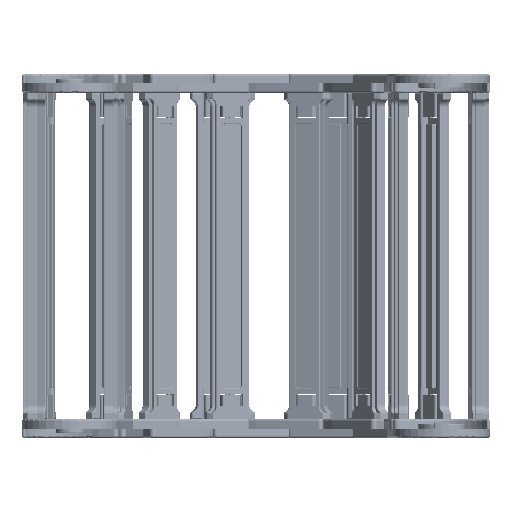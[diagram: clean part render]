
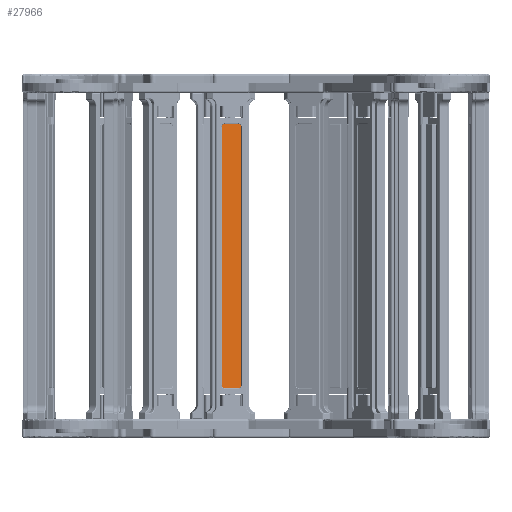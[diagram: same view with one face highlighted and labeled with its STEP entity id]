
A CAD part, left-side view. The second image highlights one B-rep face of the part: STEP entity #27966.
In plain terms, the highlighted face is planar.
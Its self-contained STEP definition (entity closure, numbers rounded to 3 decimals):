
#2482 = CIRCLE ( 'NONE', #17314, 1.938 ) ;
#2601 = CARTESIAN_POINT ( 'NONE',  ( -37.476, 70.705, -13.755 ) ) ;
#2667 = DIRECTION ( 'NONE',  ( 0., 0., 1. ) ) ;
#3426 = VECTOR ( 'NONE', #46381, 1000. ) ;
#4684 = EDGE_CURVE ( 'NONE', #25492, #26369, #39949, .T. ) ;
#6251 = CARTESIAN_POINT ( 'NONE',  ( -39.414, 70.705, -13.755 ) ) ;
#7506 = CARTESIAN_POINT ( 'NONE',  ( -37.476, 70.705, 125.023 ) ) ;
#7537 = EDGE_CURVE ( 'NONE', #37661, #38245, #41485, .T. ) ;
#8464 = CARTESIAN_POINT ( 'NONE',  ( -28.602, 70.705, 120.123 ) ) ;
#8513 = VERTEX_POINT ( 'NONE', #25803 ) ;
#8774 = DIRECTION ( 'NONE',  ( 0., 0., 1. ) ) ;
#8848 = VERTEX_POINT ( 'NONE', #25360 ) ;
#10643 = LINE ( 'NONE', #40874, #35391 ) ;
#11112 = ORIENTED_EDGE ( 'NONE', *, *, #7537, .F. ) ;
#11220 = DIRECTION ( 'NONE',  ( 0., 0., 1. ) ) ;
#11924 = EDGE_CURVE ( 'NONE', #26369, #37661, #10643, .T. ) ;
#12256 = ORIENTED_EDGE ( 'NONE', *, *, #39208, .T. ) ;
#12456 = FACE_OUTER_BOUND ( 'NONE', #31007, .T. ) ;
#12998 = DIRECTION ( 'NONE',  ( 0., 0., 1. ) ) ;
#14138 = DIRECTION ( 'NONE',  ( 0., -1., 0. ) ) ;
#14267 = LINE ( 'NONE', #8464, #41870 ) ;
#14352 = CARTESIAN_POINT ( 'NONE',  ( -28.602, 70.705, 125.023 ) ) ;
#14981 = DIRECTION ( 'NONE',  ( 0., 0., -1. ) ) ;
#15513 = VERTEX_POINT ( 'NONE', #35922 ) ;
#15973 = LINE ( 'NONE', #29629, #32102 ) ;
#17314 = AXIS2_PLACEMENT_3D ( 'NONE', #7506, #33237, #11220 ) ;
#18405 = EDGE_CURVE ( 'NONE', #25492, #46826, #14267, .T. ) ;
#18744 = ORIENTED_EDGE ( 'NONE', *, *, #35967, .T. ) ;
#20755 = AXIS2_PLACEMENT_3D ( 'NONE', #28617, #14138, #2667 ) ;
#20994 = DIRECTION ( 'NONE',  ( 0., 0., -1. ) ) ;
#22240 = CARTESIAN_POINT ( 'NONE',  ( -28.602, 70.705, -13.755 ) ) ;
#22821 = ORIENTED_EDGE ( 'NONE', *, *, #11924, .F. ) ;
#23973 = EDGE_CURVE ( 'NONE', #8513, #15513, #28834, .T. ) ;
#25360 = CARTESIAN_POINT ( 'NONE',  ( -39.414, 70.705, 125.023 ) ) ;
#25492 = VERTEX_POINT ( 'NONE', #22240 ) ;
#25803 = CARTESIAN_POINT ( 'NONE',  ( -30.54, 70.705, 126.961 ) ) ;
#26059 = DIRECTION ( 'NONE',  ( 0., 1., 0. ) ) ;
#26369 = VERTEX_POINT ( 'NONE', #44297 ) ;
#27640 = PLANE ( 'NONE',  #33147 ) ;
#27966 = ADVANCED_FACE ( 'NONE', ( #12456 ), #27640, .T. ) ;
#28128 = DIRECTION ( 'NONE',  ( 0., -1., 0. ) ) ;
#28617 = CARTESIAN_POINT ( 'NONE',  ( -30.54, 70.705, 125.023 ) ) ;
#28707 = DIRECTION ( 'NONE',  ( 0., 1., 0. ) ) ;
#28834 = LINE ( 'NONE', #35580, #3426 ) ;
#29629 = CARTESIAN_POINT ( 'NONE',  ( -39.414, 70.705, 120.123 ) ) ;
#31007 = EDGE_LOOP ( 'NONE', ( #12256, #11112, #22821, #34375, #45978, #18744, #40002, #42802 ) ) ;
#31681 = CIRCLE ( 'NONE', #20755, 1.938 ) ;
#32102 = VECTOR ( 'NONE', #14981, 1000. ) ;
#33147 = AXIS2_PLACEMENT_3D ( 'NONE', #38907, #28128, #12998 ) ;
#33158 = DIRECTION ( 'NONE',  ( -1., 0., 0. ) ) ;
#33237 = DIRECTION ( 'NONE',  ( 0., -1., 0. ) ) ;
#34375 = ORIENTED_EDGE ( 'NONE', *, *, #4684, .F. ) ;
#35391 = VECTOR ( 'NONE', #33158, 1000. ) ;
#35580 = CARTESIAN_POINT ( 'NONE',  ( -30.54, 70.705, 126.961 ) ) ;
#35922 = CARTESIAN_POINT ( 'NONE',  ( -37.476, 70.705, 126.961 ) ) ;
#35967 = EDGE_CURVE ( 'NONE', #46826, #8513, #31681, .T. ) ;
#37661 = VERTEX_POINT ( 'NONE', #42289 ) ;
#38245 = VERTEX_POINT ( 'NONE', #6251 ) ;
#38907 = CARTESIAN_POINT ( 'NONE',  ( -30.54, 70.705, 120.123 ) ) ;
#39208 = EDGE_CURVE ( 'NONE', #8848, #38245, #15973, .T. ) ;
#39949 = CIRCLE ( 'NONE', #40579, 1.938 ) ;
#40002 = ORIENTED_EDGE ( 'NONE', *, *, #23973, .T. ) ;
#40579 = AXIS2_PLACEMENT_3D ( 'NONE', #41026, #26059, #40859 ) ;
#40859 = DIRECTION ( 'NONE',  ( 0., 0., -1. ) ) ;
#40874 = CARTESIAN_POINT ( 'NONE',  ( -30.54, 70.705, -15.693 ) ) ;
#41026 = CARTESIAN_POINT ( 'NONE',  ( -30.54, 70.705, -13.755 ) ) ;
#41485 = CIRCLE ( 'NONE', #45323, 1.938 ) ;
#41870 = VECTOR ( 'NONE', #8774, 1000. ) ;
#42289 = CARTESIAN_POINT ( 'NONE',  ( -37.476, 70.705, -15.693 ) ) ;
#42802 = ORIENTED_EDGE ( 'NONE', *, *, #47105, .T. ) ;
#44297 = CARTESIAN_POINT ( 'NONE',  ( -30.54, 70.705, -15.693 ) ) ;
#45323 = AXIS2_PLACEMENT_3D ( 'NONE', #2601, #28707, #20994 ) ;
#45978 = ORIENTED_EDGE ( 'NONE', *, *, #18405, .T. ) ;
#46381 = DIRECTION ( 'NONE',  ( -1., 0., 0. ) ) ;
#46826 = VERTEX_POINT ( 'NONE', #14352 ) ;
#47105 = EDGE_CURVE ( 'NONE', #15513, #8848, #2482, .T. ) ;
